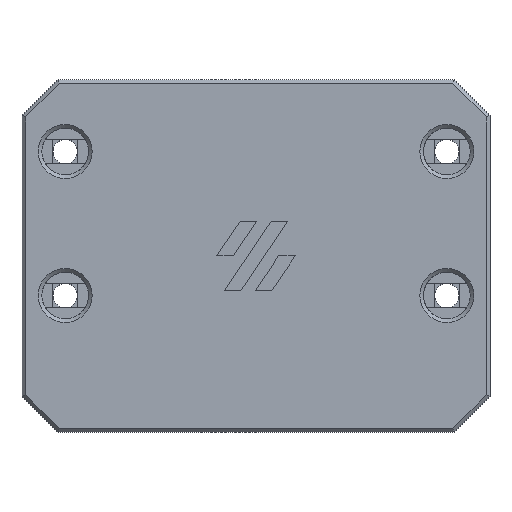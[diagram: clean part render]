
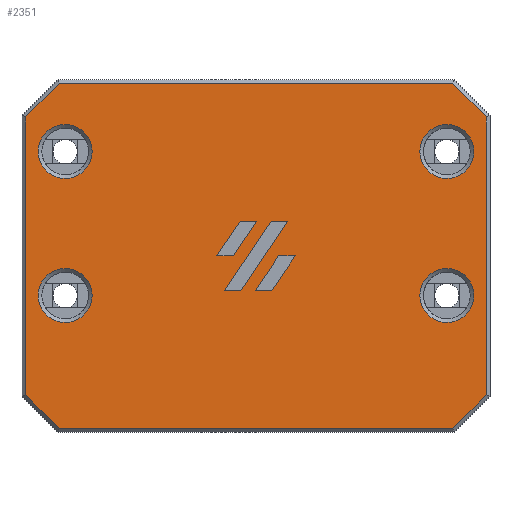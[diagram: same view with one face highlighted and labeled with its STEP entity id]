
A CAD part, top view. The second image highlights one B-rep face of the part: STEP entity #2351.
In plain terms, the highlighted planar face has unit normal (0, 0, 1).
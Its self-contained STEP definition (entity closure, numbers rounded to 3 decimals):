
#20=FACE_BOUND('',#288,.T.);
#21=FACE_BOUND('',#289,.T.);
#22=FACE_BOUND('',#290,.T.);
#23=FACE_BOUND('',#291,.T.);
#24=FACE_BOUND('',#292,.T.);
#25=FACE_BOUND('',#293,.T.);
#26=FACE_BOUND('',#294,.T.);
#58=CIRCLE('',#2502,3.75);
#61=CIRCLE('',#2506,3.75);
#62=CIRCLE('',#2507,3.75);
#63=CIRCLE('',#2508,3.75);
#154=FACE_OUTER_BOUND('',#287,.T.);
#287=EDGE_LOOP('',(#1571,#1572,#1573,#1574,#1575,#1576,#1577,#1578));
#288=EDGE_LOOP('',(#1579));
#289=EDGE_LOOP('',(#1580));
#290=EDGE_LOOP('',(#1581,#1582,#1583,#1584));
#291=EDGE_LOOP('',(#1585,#1586,#1587,#1588));
#292=EDGE_LOOP('',(#1589,#1590,#1591,#1592));
#293=EDGE_LOOP('',(#1593));
#294=EDGE_LOOP('',(#1594));
#448=LINE('',#3485,#713);
#449=LINE('',#3487,#714);
#450=LINE('',#3489,#715);
#451=LINE('',#3491,#716);
#452=LINE('',#3493,#717);
#453=LINE('',#3495,#718);
#454=LINE('',#3497,#719);
#455=LINE('',#3498,#720);
#456=LINE('',#3505,#721);
#457=LINE('',#3507,#722);
#458=LINE('',#3509,#723);
#459=LINE('',#3510,#724);
#460=LINE('',#3513,#725);
#461=LINE('',#3515,#726);
#462=LINE('',#3517,#727);
#463=LINE('',#3518,#728);
#464=LINE('',#3521,#729);
#465=LINE('',#3523,#730);
#466=LINE('',#3525,#731);
#467=LINE('',#3526,#732);
#713=VECTOR('',#2767,10.);
#714=VECTOR('',#2768,10.);
#715=VECTOR('',#2769,10.);
#716=VECTOR('',#2770,10.);
#717=VECTOR('',#2771,10.);
#718=VECTOR('',#2772,10.);
#719=VECTOR('',#2773,10.);
#720=VECTOR('',#2774,10.);
#721=VECTOR('',#2779,10.);
#722=VECTOR('',#2780,10.);
#723=VECTOR('',#2781,10.);
#724=VECTOR('',#2782,10.);
#725=VECTOR('',#2783,10.);
#726=VECTOR('',#2784,10.);
#727=VECTOR('',#2785,10.);
#728=VECTOR('',#2786,10.);
#729=VECTOR('',#2787,10.);
#730=VECTOR('',#2788,10.);
#731=VECTOR('',#2789,10.);
#732=VECTOR('',#2790,10.);
#976=VERTEX_POINT('',#3475);
#979=VERTEX_POINT('',#3483);
#980=VERTEX_POINT('',#3484);
#981=VERTEX_POINT('',#3486);
#982=VERTEX_POINT('',#3488);
#983=VERTEX_POINT('',#3490);
#984=VERTEX_POINT('',#3492);
#985=VERTEX_POINT('',#3494);
#986=VERTEX_POINT('',#3496);
#987=VERTEX_POINT('',#3499);
#988=VERTEX_POINT('',#3501);
#989=VERTEX_POINT('',#3503);
#990=VERTEX_POINT('',#3504);
#991=VERTEX_POINT('',#3506);
#992=VERTEX_POINT('',#3508);
#993=VERTEX_POINT('',#3511);
#994=VERTEX_POINT('',#3512);
#995=VERTEX_POINT('',#3514);
#996=VERTEX_POINT('',#3516);
#997=VERTEX_POINT('',#3519);
#998=VERTEX_POINT('',#3520);
#999=VERTEX_POINT('',#3522);
#1000=VERTEX_POINT('',#3524);
#1001=VERTEX_POINT('',#3527);
#1204=EDGE_CURVE('',#976,#976,#58,.T.);
#1208=EDGE_CURVE('',#979,#980,#448,.T.);
#1209=EDGE_CURVE('',#981,#979,#449,.T.);
#1210=EDGE_CURVE('',#982,#981,#450,.T.);
#1211=EDGE_CURVE('',#983,#982,#451,.T.);
#1212=EDGE_CURVE('',#984,#983,#452,.T.);
#1213=EDGE_CURVE('',#985,#984,#453,.T.);
#1214=EDGE_CURVE('',#986,#985,#454,.T.);
#1215=EDGE_CURVE('',#980,#986,#455,.T.);
#1216=EDGE_CURVE('',#987,#987,#61,.T.);
#1217=EDGE_CURVE('',#988,#988,#62,.T.);
#1218=EDGE_CURVE('',#989,#990,#456,.T.);
#1219=EDGE_CURVE('',#990,#991,#457,.T.);
#1220=EDGE_CURVE('',#991,#992,#458,.T.);
#1221=EDGE_CURVE('',#992,#989,#459,.T.);
#1222=EDGE_CURVE('',#993,#994,#460,.T.);
#1223=EDGE_CURVE('',#994,#995,#461,.T.);
#1224=EDGE_CURVE('',#995,#996,#462,.T.);
#1225=EDGE_CURVE('',#996,#993,#463,.T.);
#1226=EDGE_CURVE('',#997,#998,#464,.T.);
#1227=EDGE_CURVE('',#998,#999,#465,.T.);
#1228=EDGE_CURVE('',#999,#1000,#466,.T.);
#1229=EDGE_CURVE('',#1000,#997,#467,.T.);
#1230=EDGE_CURVE('',#1001,#1001,#63,.T.);
#1571=ORIENTED_EDGE('',*,*,#1208,.F.);
#1572=ORIENTED_EDGE('',*,*,#1209,.F.);
#1573=ORIENTED_EDGE('',*,*,#1210,.F.);
#1574=ORIENTED_EDGE('',*,*,#1211,.F.);
#1575=ORIENTED_EDGE('',*,*,#1212,.F.);
#1576=ORIENTED_EDGE('',*,*,#1213,.F.);
#1577=ORIENTED_EDGE('',*,*,#1214,.F.);
#1578=ORIENTED_EDGE('',*,*,#1215,.F.);
#1579=ORIENTED_EDGE('',*,*,#1216,.F.);
#1580=ORIENTED_EDGE('',*,*,#1217,.F.);
#1581=ORIENTED_EDGE('',*,*,#1218,.T.);
#1582=ORIENTED_EDGE('',*,*,#1219,.T.);
#1583=ORIENTED_EDGE('',*,*,#1220,.T.);
#1584=ORIENTED_EDGE('',*,*,#1221,.T.);
#1585=ORIENTED_EDGE('',*,*,#1222,.T.);
#1586=ORIENTED_EDGE('',*,*,#1223,.T.);
#1587=ORIENTED_EDGE('',*,*,#1224,.T.);
#1588=ORIENTED_EDGE('',*,*,#1225,.T.);
#1589=ORIENTED_EDGE('',*,*,#1226,.T.);
#1590=ORIENTED_EDGE('',*,*,#1227,.T.);
#1591=ORIENTED_EDGE('',*,*,#1228,.T.);
#1592=ORIENTED_EDGE('',*,*,#1229,.T.);
#1593=ORIENTED_EDGE('',*,*,#1230,.F.);
#1594=ORIENTED_EDGE('',*,*,#1204,.F.);
#2246=PLANE('',#2505);
#2351=ADVANCED_FACE('',(#154,#20,#21,#22,#23,#24,#25,#26),#2246,.T.);
#2502=AXIS2_PLACEMENT_3D('',#3476,#2758,#2759);
#2505=AXIS2_PLACEMENT_3D('',#3482,#2765,#2766);
#2506=AXIS2_PLACEMENT_3D('',#3500,#2775,#2776);
#2507=AXIS2_PLACEMENT_3D('',#3502,#2777,#2778);
#2508=AXIS2_PLACEMENT_3D('',#3528,#2791,#2792);
#2758=DIRECTION('center_axis',(0.,0.,
1.));
#2759=DIRECTION('ref_axis',(-1.,0.,0.));
#2765=DIRECTION('center_axis',(0.,0.,
1.));
#2766=DIRECTION('ref_axis',(0.,-1.,0.));
#2767=DIRECTION('',(-0.707,0.707,0.));
#2768=DIRECTION('',(-1.,0.,0.));
#2769=DIRECTION('',(-0.707,-0.707,0.));
#2770=DIRECTION('',(0.,-1.,0.));
#2771=DIRECTION('',(0.707,-0.707,0.));
#2772=DIRECTION('',(1.,0.,0.));
#2773=DIRECTION('',(0.707,0.707,0.));
#2774=DIRECTION('',(0.,1.,0.));
#2775=DIRECTION('center_axis',(0.,0.,
1.));
#2776=DIRECTION('ref_axis',(-1.,0.,0.));
#2777=DIRECTION('center_axis',(0.,0.,
1.));
#2778=DIRECTION('ref_axis',(-1.,0.,0.));
#2779=DIRECTION('',(1.,0.002,0.));
#2780=DIRECTION('',(-0.559,-0.829,0.));
#2781=DIRECTION('',(-1.,0.,0.));
#2782=DIRECTION('',(0.559,0.829,0.));
#2783=DIRECTION('',(1.,0.,0.));
#2784=DIRECTION('',(-0.559,-0.829,0.));
#2785=DIRECTION('',(-1.,0.,0.));
#2786=DIRECTION('',(0.559,0.829,0.));
#2787=DIRECTION('',(0.559,0.829,0.));
#2788=DIRECTION('',(1.,0.,0.));
#2789=DIRECTION('',(-0.559,-0.829,0.));
#2790=DIRECTION('',(-1.,0.,0.));
#2791=DIRECTION('center_axis',(0.,0.,
1.));
#2792=DIRECTION('ref_axis',(-1.,0.,0.));
#3475=CARTESIAN_POINT('',(119.75,10.,16.));
#3476=CARTESIAN_POINT('Origin',(116.,10.,16.));
#3482=CARTESIAN_POINT('Origin',(110.,40.,16.));
#3483=CARTESIAN_POINT('',(115.207,-8.5,16.));
#3484=CARTESIAN_POINT('',(110.5,-3.793,16.));
#3485=CARTESIAN_POINT('',(100.604,6.104,16.));
#3486=CARTESIAN_POINT('',(169.793,-8.5,16.));
#3487=CARTESIAN_POINT('',(142.5,-8.5,16.));
#3488=CARTESIAN_POINT('',(174.5,-3.793,16.));
#3489=CARTESIAN_POINT('',(168.146,-10.146,16.));
#3490=CARTESIAN_POINT('',(174.5,34.793,16.));
#3491=CARTESIAN_POINT('',(174.5,30.,16.));
#3492=CARTESIAN_POINT('',(169.793,39.5,16.));
#3493=CARTESIAN_POINT('',(155.896,53.396,16.));
#3494=CARTESIAN_POINT('',(115.207,39.5,16.));
#3495=CARTESIAN_POINT('',(110.,39.5,16.));
#3496=CARTESIAN_POINT('',(110.5,34.793,16.));
#3497=CARTESIAN_POINT('',(112.854,37.146,16.));
#3498=CARTESIAN_POINT('',(110.5,30.,16.));
#3499=CARTESIAN_POINT('',(119.75,30.,16.));
#3500=CARTESIAN_POINT('Origin',(116.,30.,16.));
#3501=CARTESIAN_POINT('',(172.75,10.,16.));
#3502=CARTESIAN_POINT('Origin',(169.,10.,16.));
#3503=CARTESIAN_POINT('',(145.65,15.5,16.));
#3504=CARTESIAN_POINT('',(147.953,15.504,16.));
#3505=CARTESIAN_POINT('',(127.847,15.468,16.));
#3506=CARTESIAN_POINT('',(144.712,10.7,16.));
#3507=CARTESIAN_POINT('',(147.697,15.125,16.));
#3508=CARTESIAN_POINT('',(142.412,10.7,16.));
#3509=CARTESIAN_POINT('',(127.356,10.7,16.));
#3510=CARTESIAN_POINT('',(144.136,13.256,16.));
#3511=CARTESIAN_POINT('',(144.588,20.3,16.));
#3512=CARTESIAN_POINT('',(146.888,20.3,16.));
#3513=CARTESIAN_POINT('',(127.294,20.3,16.));
#3514=CARTESIAN_POINT('',(140.412,10.7,16.));
#3515=CARTESIAN_POINT('',(145.687,18.52,16.));
#3516=CARTESIAN_POINT('',(138.112,10.7,16.));
#3517=CARTESIAN_POINT('',(125.206,10.7,16.));
#3518=CARTESIAN_POINT('',(140.509,14.253,16.));
#3519=CARTESIAN_POINT('',(137.05,15.5,16.));
#3520=CARTESIAN_POINT('',(140.288,20.3,16.));
#3521=CARTESIAN_POINT('',(138.5,17.649,16.));
#3522=CARTESIAN_POINT('',(142.588,20.3,16.));
#3523=CARTESIAN_POINT('',(125.144,20.3,16.));
#3524=CARTESIAN_POINT('',(139.35,15.5,16.));
#3525=CARTESIAN_POINT('',(142.059,19.516,16.));
#3526=CARTESIAN_POINT('',(124.675,15.5,16.));
#3527=CARTESIAN_POINT('',(172.75,30.,16.));
#3528=CARTESIAN_POINT('Origin',(169.,30.,16.));
